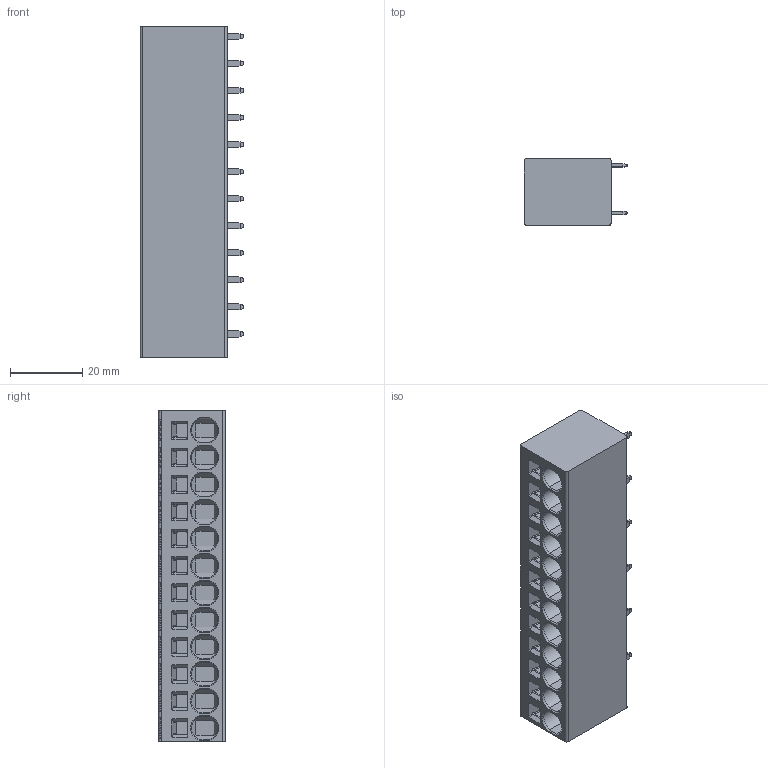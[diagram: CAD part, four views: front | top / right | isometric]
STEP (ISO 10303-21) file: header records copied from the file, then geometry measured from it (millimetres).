
FILE_DESCRIPTION((''),'2;1');
FILE_NAME('TLM-404VA','2024-09-21T',('sj'),(''),'PRO/ENGINEER BY PARAMETRIC TECHNOLOGY CORPORATION, 2013240','PRO/ENGINEER BY PARAMETRIC TECHNOLOGY CORPORATION, 2013240','');
FILE_SCHEMA(('AUTOMOTIVE_DESIGN_CC2 { 1 2 10303 214 -1 1 5 2 }'));
Length unit declared in the file: millimetre
Products named in the file (1): TLM-404VA
Bounding box: 28.75 x 18.5 x 91.8 mm (x, y, z)
Volume: 36354.3 mm3; surface area: 12024.3 mm2
Topology: 1 solids, 1 shells, 766 faces, 2040 edges, 1312 vertices
Faces by surface type: plane 486, cylinder 208, cone 24, torus 24, bspline 24
Entity records: 24806 total; most frequent: CARTESIAN_POINT 6288, ORIENTED_EDGE 4080, DIRECTION 3484, EDGE_CURVE 2040, VECTOR 1360, LINE 1360, VERTEX_POINT 1312, AXIS2_PLACEMENT_3D 1062
